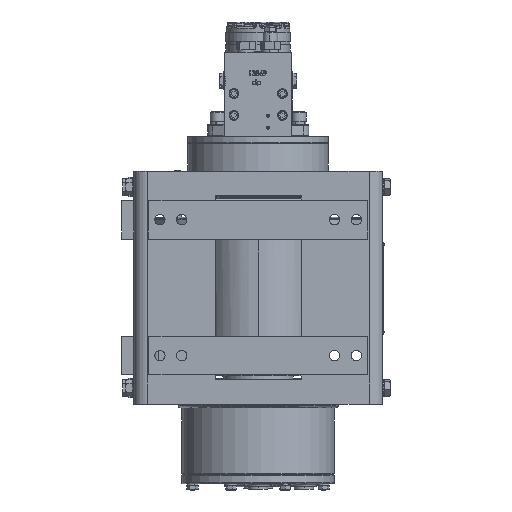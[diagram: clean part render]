
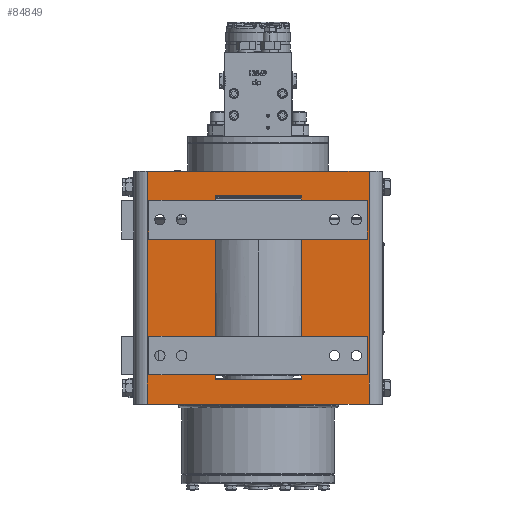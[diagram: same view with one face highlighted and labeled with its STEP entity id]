
A CAD part, front view. The second image highlights one B-rep face of the part: STEP entity #84849.
In plain terms, the highlighted planar face has unit normal (0, -1, 0).
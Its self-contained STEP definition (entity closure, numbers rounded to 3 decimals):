
#82778=DIRECTION('',(-1.,0.,0.));
#82779=VECTOR('',#82778,4.438);
#82780=CARTESIAN_POINT('',(2.219,-6.469,-0.437));
#82781=LINE('',#82780,#82779);
#82794=DIRECTION('',(1.,0.,0.));
#82795=VECTOR('',#82794,3.406);
#82796=CARTESIAN_POINT('',(-5.625,-6.469,-7.688));
#82797=LINE('',#82796,#82795);
#82798=DIRECTION('',(0.,0.,1.));
#82799=VECTOR('',#82798,2.);
#82800=CARTESIAN_POINT('',(-5.625,-6.469,-9.688));
#82801=LINE('',#82800,#82799);
#82802=DIRECTION('',(-1.,0.,0.));
#82803=VECTOR('',#82802,3.406);
#82804=CARTESIAN_POINT('',(-2.219,-6.469,-9.688));
#82805=LINE('',#82804,#82803);
#82806=DIRECTION('',(-1.,0.,0.));
#82807=VECTOR('',#82806,3.406);
#82808=CARTESIAN_POINT('',(5.625,-6.469,-9.688));
#82809=LINE('',#82808,#82807);
#82810=DIRECTION('',(0.,0.,-1.));
#82811=VECTOR('',#82810,2.);
#82812=CARTESIAN_POINT('',(5.625,-6.469,-7.688));
#82813=LINE('',#82812,#82811);
#82814=DIRECTION('',(1.,0.,0.));
#82815=VECTOR('',#82814,3.406);
#82816=CARTESIAN_POINT('',(2.219,-6.469,-7.688));
#82817=LINE('',#82816,#82815);
#82818=DIRECTION('',(-1.,0.,0.));
#82819=VECTOR('',#82818,3.406);
#82820=CARTESIAN_POINT('',(5.625,-6.469,-2.688));
#82821=LINE('',#82820,#82819);
#82822=DIRECTION('',(0.,0.,-1.));
#82823=VECTOR('',#82822,2.);
#82824=CARTESIAN_POINT('',(5.625,-6.469,-0.687));
#82825=LINE('',#82824,#82823);
#82826=DIRECTION('',(1.,0.,0.));
#82827=VECTOR('',#82826,3.406);
#82828=CARTESIAN_POINT('',(2.219,-6.469,-0.687));
#82829=LINE('',#82828,#82827);
#82830=DIRECTION('',(1.,0.,0.));
#82831=VECTOR('',#82830,3.406);
#82832=CARTESIAN_POINT('',(-5.625,-6.469,-0.687));
#82833=LINE('',#82832,#82831);
#82834=DIRECTION('',(0.,0.,1.));
#82835=VECTOR('',#82834,2.);
#82836=CARTESIAN_POINT('',(-5.625,-6.469,-2.688));
#82837=LINE('',#82836,#82835);
#82838=DIRECTION('',(-1.,0.,0.));
#82839=VECTOR('',#82838,3.406);
#82840=CARTESIAN_POINT('',(-2.219,-6.469,-2.688));
#82841=LINE('',#82840,#82839);
#82846=DIRECTION('',(0.,0.,-1.));
#82847=VECTOR('',#82846,12.);
#82848=CARTESIAN_POINT('',(5.719,-6.469,0.813));
#82849=LINE('',#82848,#82847);
#83976=DIRECTION('',(0.,0.,1.));
#83977=VECTOR('',#83976,12.);
#83978=CARTESIAN_POINT('',(-5.719,-6.469,-11.188));
#83979=LINE('',#83978,#83977);
#84022=DIRECTION('',(-1.,0.,0.));
#84023=VECTOR('',#84022,11.438);
#84024=CARTESIAN_POINT('',(5.719,-6.469,-11.188));
#84025=LINE('',#84024,#84023);
#84079=DIRECTION('',(1.,0.,0.));
#84080=VECTOR('',#84079,11.438);
#84081=CARTESIAN_POINT('',(-5.719,-6.469,0.813));
#84082=LINE('',#84081,#84080);
#84096=DIRECTION('',(1.,0.,0.));
#84097=VECTOR('',#84096,4.438);
#84098=CARTESIAN_POINT('',(-2.219,-6.469,-9.938));
#84099=LINE('',#84098,#84097);
#84108=DIRECTION('',(0.,0.,-1.));
#84109=VECTOR('',#84108,0.25);
#84110=CARTESIAN_POINT('',(-2.219,-6.469,-0.437));
#84111=LINE('',#84110,#84109);
#84116=DIRECTION('',(0.,0.,-1.));
#84117=VECTOR('',#84116,0.25);
#84118=CARTESIAN_POINT('',(-2.219,-6.469,-9.688));
#84119=LINE('',#84118,#84117);
#84124=DIRECTION('',(0.,0.,-1.));
#84125=VECTOR('',#84124,5.);
#84126=CARTESIAN_POINT('',(-2.219,-6.469,-2.688));
#84127=LINE('',#84126,#84125);
#84244=DIRECTION('',(0.,0.,1.));
#84245=VECTOR('',#84244,0.25);
#84246=CARTESIAN_POINT('',(2.219,-6.469,-9.938));
#84247=LINE('',#84246,#84245);
#84256=DIRECTION('',(0.,0.,1.));
#84257=VECTOR('',#84256,0.25);
#84258=CARTESIAN_POINT('',(2.219,-6.469,-0.687));
#84259=LINE('',#84258,#84257);
#84264=DIRECTION('',(0.,0.,1.));
#84265=VECTOR('',#84264,5.);
#84266=CARTESIAN_POINT('',(2.219,-6.469,-7.688));
#84267=LINE('',#84266,#84265);
#84450=CARTESIAN_POINT('',(2.219,-6.469,-0.437));
#84451=CARTESIAN_POINT('',(-2.219,-6.469,-0.437));
#84452=VERTEX_POINT('',#84450);
#84453=VERTEX_POINT('',#84451);
#84454=CARTESIAN_POINT('',(2.219,-6.469,-9.938));
#84455=CARTESIAN_POINT('',(2.219,-6.469,-9.688));
#84456=VERTEX_POINT('',#84454);
#84457=VERTEX_POINT('',#84455);
#84462=CARTESIAN_POINT('',(-2.219,-6.469,-9.938));
#84463=VERTEX_POINT('',#84462);
#84464=CARTESIAN_POINT('',(2.219,-6.469,-7.688));
#84465=VERTEX_POINT('',#84464);
#84468=CARTESIAN_POINT('',(2.219,-6.469,-0.687));
#84469=VERTEX_POINT('',#84468);
#84470=CARTESIAN_POINT('',(-2.219,-6.469,-0.687));
#84471=VERTEX_POINT('',#84470);
#84474=CARTESIAN_POINT('',(2.219,-6.469,-2.688));
#84475=VERTEX_POINT('',#84474);
#84476=CARTESIAN_POINT('',(5.625,-6.469,-9.688));
#84477=VERTEX_POINT('',#84476);
#84478=CARTESIAN_POINT('',(5.625,-6.469,-0.687));
#84479=VERTEX_POINT('',#84478);
#84480=CARTESIAN_POINT('',(-5.625,-6.469,-0.687));
#84481=VERTEX_POINT('',#84480);
#84482=CARTESIAN_POINT('',(-2.219,-6.469,-2.688));
#84483=CARTESIAN_POINT('',(-2.219,-6.469,-7.688));
#84484=VERTEX_POINT('',#84482);
#84485=VERTEX_POINT('',#84483);
#84490=CARTESIAN_POINT('',(-2.219,-6.469,-9.688));
#84491=VERTEX_POINT('',#84490);
#84492=CARTESIAN_POINT('',(5.625,-6.469,-7.688));
#84493=VERTEX_POINT('',#84492);
#84494=CARTESIAN_POINT('',(5.625,-6.469,-2.688));
#84495=VERTEX_POINT('',#84494);
#84496=CARTESIAN_POINT('',(-5.625,-6.469,-2.688));
#84497=VERTEX_POINT('',#84496);
#84498=CARTESIAN_POINT('',(-5.625,-6.469,-7.688));
#84499=VERTEX_POINT('',#84498);
#84504=CARTESIAN_POINT('',(-5.625,-6.469,-9.688));
#84505=VERTEX_POINT('',#84504);
#84512=CARTESIAN_POINT('',(5.719,-6.469,0.813));
#84513=CARTESIAN_POINT('',(5.719,-6.469,-11.188));
#84514=VERTEX_POINT('',#84512);
#84515=VERTEX_POINT('',#84513);
#84536=CARTESIAN_POINT('',(-5.719,-6.469,-11.188));
#84537=CARTESIAN_POINT('',(-5.719,-6.469,0.813));
#84538=VERTEX_POINT('',#84536);
#84539=VERTEX_POINT('',#84537);
#84793=CARTESIAN_POINT('',(-5.719,-6.469,0.813));
#84794=DIRECTION('',(0.,1.,0.));
#84795=DIRECTION('',(-1.,0.,0.));
#84796=AXIS2_PLACEMENT_3D('',#84793,#84794,#84795);
#84797=PLANE('',#84796);
#84799=ORIENTED_EDGE('',*,*,#84798,.T.);
#84801=ORIENTED_EDGE('',*,*,#84800,.T.);
#84803=ORIENTED_EDGE('',*,*,#84802,.T.);
#84805=ORIENTED_EDGE('',*,*,#84804,.T.);
#84806=EDGE_LOOP('',(#84799,#84801,#84803,#84805));
#84807=FACE_OUTER_BOUND('',#84806,.F.);
#84809=ORIENTED_EDGE('',*,*,#84808,.T.);
#84811=ORIENTED_EDGE('',*,*,#84810,.F.);
#84813=ORIENTED_EDGE('',*,*,#84812,.F.);
#84815=ORIENTED_EDGE('',*,*,#84814,.F.);
#84817=ORIENTED_EDGE('',*,*,#84816,.T.);
#84819=ORIENTED_EDGE('',*,*,#84818,.T.);
#84821=ORIENTED_EDGE('',*,*,#84820,.T.);
#84823=ORIENTED_EDGE('',*,*,#84822,.F.);
#84825=ORIENTED_EDGE('',*,*,#84824,.F.);
#84827=ORIENTED_EDGE('',*,*,#84826,.F.);
#84829=ORIENTED_EDGE('',*,*,#84828,.T.);
#84831=ORIENTED_EDGE('',*,*,#84830,.F.);
#84833=ORIENTED_EDGE('',*,*,#84832,.F.);
#84835=ORIENTED_EDGE('',*,*,#84834,.F.);
#84837=ORIENTED_EDGE('',*,*,#84836,.T.);
#84838=ORIENTED_EDGE('',*,*,#84775,.T.);
#84840=ORIENTED_EDGE('',*,*,#84839,.T.);
#84842=ORIENTED_EDGE('',*,*,#84841,.F.);
#84844=ORIENTED_EDGE('',*,*,#84843,.F.);
#84846=ORIENTED_EDGE('',*,*,#84845,.F.);
#84847=EDGE_LOOP('',(#84809,#84811,#84813,#84815,#84817,#84819,#84821,#84823,
#84825,#84827,#84829,#84831,#84833,#84835,#84837,#84838,#84840,#84842,#84844,
#84846));
#84848=FACE_BOUND('',#84847,.F.);
#84775=EDGE_CURVE('',#84452,#84453,#82781,.T.);
#84798=EDGE_CURVE('',#84514,#84515,#82849,.T.);
#84800=EDGE_CURVE('',#84515,#84538,#84025,.T.);
#84802=EDGE_CURVE('',#84538,#84539,#83979,.T.);
#84804=EDGE_CURVE('',#84539,#84514,#84082,.T.);
#84808=EDGE_CURVE('',#84484,#84485,#84127,.T.);
#84810=EDGE_CURVE('',#84499,#84485,#82797,.T.);
#84812=EDGE_CURVE('',#84505,#84499,#82801,.T.);
#84814=EDGE_CURVE('',#84491,#84505,#82805,.T.);
#84816=EDGE_CURVE('',#84491,#84463,#84119,.T.);
#84818=EDGE_CURVE('',#84463,#84456,#84099,.T.);
#84820=EDGE_CURVE('',#84456,#84457,#84247,.T.);
#84822=EDGE_CURVE('',#84477,#84457,#82809,.T.);
#84824=EDGE_CURVE('',#84493,#84477,#82813,.T.);
#84826=EDGE_CURVE('',#84465,#84493,#82817,.T.);
#84828=EDGE_CURVE('',#84465,#84475,#84267,.T.);
#84830=EDGE_CURVE('',#84495,#84475,#82821,.T.);
#84832=EDGE_CURVE('',#84479,#84495,#82825,.T.);
#84834=EDGE_CURVE('',#84469,#84479,#82829,.T.);
#84836=EDGE_CURVE('',#84469,#84452,#84259,.T.);
#84839=EDGE_CURVE('',#84453,#84471,#84111,.T.);
#84841=EDGE_CURVE('',#84481,#84471,#82833,.T.);
#84843=EDGE_CURVE('',#84497,#84481,#82837,.T.);
#84845=EDGE_CURVE('',#84484,#84497,#82841,.T.);
#84849=ADVANCED_FACE('',(#84807,#84848),#84797,.F.);
